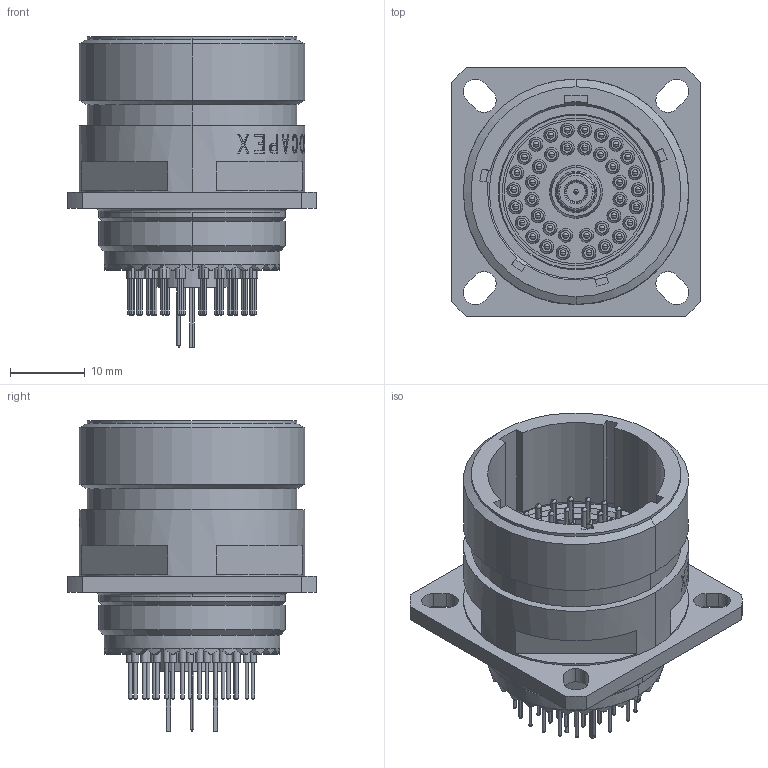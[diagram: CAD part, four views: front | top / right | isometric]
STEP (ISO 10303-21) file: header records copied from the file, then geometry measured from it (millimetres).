
FILE_DESCRIPTION(('STEP AP214'),'1');
FILE_NAME('tvp00wci17-02p.stp','2024-12-13T16:50:11',('TraceParts'),('TraceParts S.A.'),'Spatial InterOp 3D',' ',' ');
FILE_SCHEMA(('AUTOMOTIVE_DESIGN { 1 0 10303 214 1 1 1 1 }'));
Length unit declared in the file: millimetre
Products named in the file (1): tvp00wci17-02p
Bounding box: 33.32 x 33.32 x 41.6 mm (x, y, z)
Volume: 13424.8 mm3; surface area: 9300.2 mm2
Topology: 1 solids, 40 shells, 1861 faces, 4289 edges, 2632 vertices
Faces by surface type: cylinder 909, plane 566, cone 294, sphere 76, torus 16
Entity records: 55471 total; most frequent: CARTESIAN_POINT 11015, DIRECTION 9877, ORIENTED_EDGE 8274, EDGE_CURVE 4137, AXIS2_PLACEMENT_3D 4118, VERTEX_POINT 2632, EDGE_LOOP 2223, CIRCLE 2088
